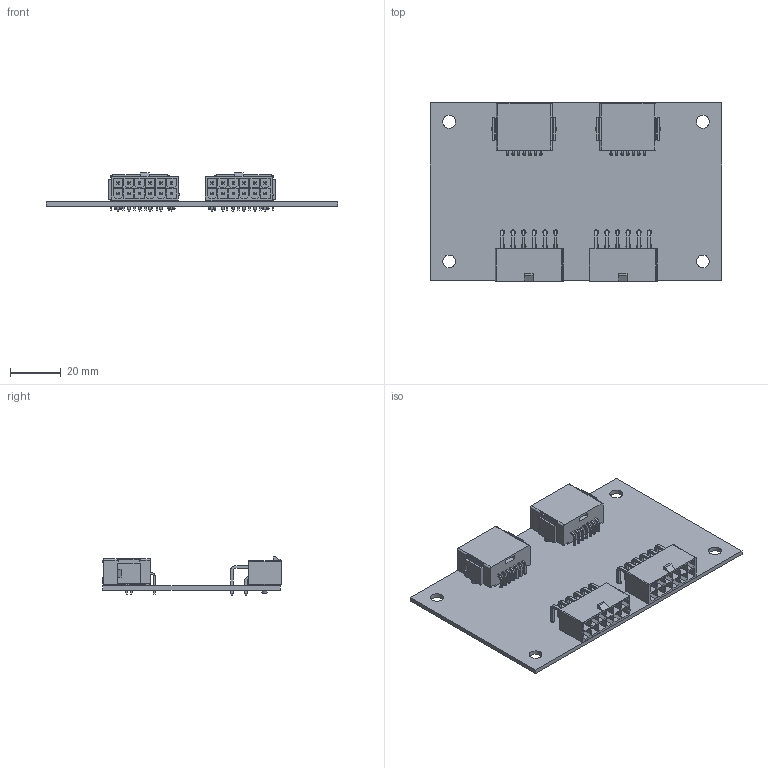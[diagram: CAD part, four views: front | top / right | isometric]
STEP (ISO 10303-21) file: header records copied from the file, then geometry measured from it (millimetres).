
FILE_DESCRIPTION(('Open CASCADE Model'),'2;1');
FILE_NAME('Open CASCADE Shape Model','2019-04-22T18:00:55',('Author'),( 'Open CASCADE'),'Open CASCADE STEP processor 6.8','Open CASCADE 6.8' ,'Unknown');
FILE_SCHEMA(('AUTOMOTIVE_DESIGN { 1 0 10303 214 1 1 1 1 }'));
Length unit declared in the file: millimetre
Products named in the file (11): PCB; Board; Open CASCADE STEP translator 6.8 1.1.1; J4; 026013119; Open CASCADE STEP translator 6.8 1.2.1.1; Open CASCADE STEP translator 6.8 1.2.1.2; J3; J2; MX34007NF1; J1
Assembly tree (12 placements, depth 4):
  PCB
    Board
      Open CASCADE STEP translator 6.8 1.1.1
    J4
      026013119
        Open CASCADE STEP translator 6.8 1.2.1.1
        Open CASCADE STEP translator 6.8 1.2.1.2
    J3
      026013119
        Open CASCADE STEP translator 6.8 1.2.1.1
        Open CASCADE STEP translator 6.8 1.2.1.2
    J2
      MX34007NF1
    J1
      MX34007NF1
Bounding box: 115 x 70.33 x 15 mm (x, y, z)
Volume: 21594.6 mm3; surface area: 31573.9 mm2
Topology: 5 solids, 5 shells, 1492 faces, 3888 edges, 2588 vertices
Faces by surface type: plane 1272, cylinder 184, bspline 28, cone 8
Full cylindrical faces by diameter (mm): 1.05 x14, 1.8 x24, 2.8 x4, 3.1 x4, 5 x2, 5.1 x2
Entity records: 23910 total; most frequent: CARTESIAN_POINT 4422, ORIENTED_EDGE 3990, DIRECTION 3807, EDGE_CURVE 1995, LINE 1661, VECTOR 1661, VERTEX_POINT 1288, AXIS2_PLACEMENT_3D 1073
